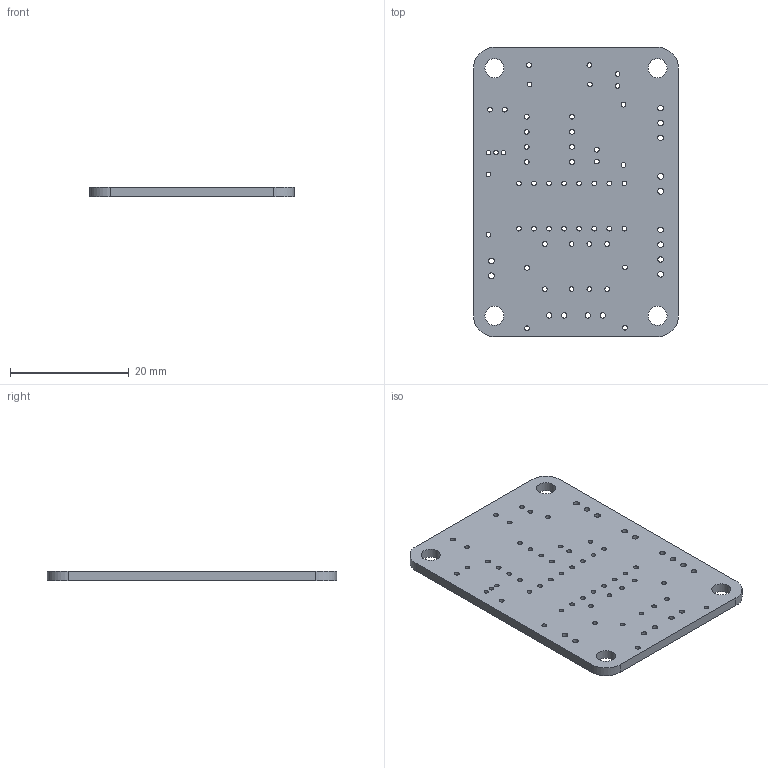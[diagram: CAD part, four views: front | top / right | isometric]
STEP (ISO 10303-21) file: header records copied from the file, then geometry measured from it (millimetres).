
FILE_DESCRIPTION(('KiCad electronic assembly'),'2;1');
FILE_NAME('metronome.step','2024-01-11T21:16:12',('Pcbnew'),('Kicad'), 'Open CASCADE STEP processor 7.6','KiCad to STEP converter','Unknown' );
FILE_SCHEMA(('AUTOMOTIVE_DESIGN { 1 0 10303 214 1 1 1 1 }'));
Length unit declared in the file: millimetre
Products named in the file (2): metronome 1; metronome PCB
Assembly tree (1 placements, depth 2):
  metronome 1
    metronome PCB
Bounding box: 34.5 x 48.75 x 1.6 mm (x, y, z)
Volume: 2563.3 mm3; surface area: 3809.3 mm2
Topology: 1 solids, 1 shells, 82 faces, 240 edges, 160 vertices
Faces by surface type: cylinder 76, plane 6
Full cylindrical faces by diameter (mm): 0.75 x3, 0.8 x50, 0.9 x4, 0.95 x7, 1 x4, 3.2 x4
Entity records: 6271 total; most frequent: DIRECTION 1040, CARTESIAN_POINT 964, ORIENTED_EDGE 480, PCURVE 480, DEFINITIONAL_REPRESENTATION 480, LINE 416, VECTOR 416, CIRCLE 304
